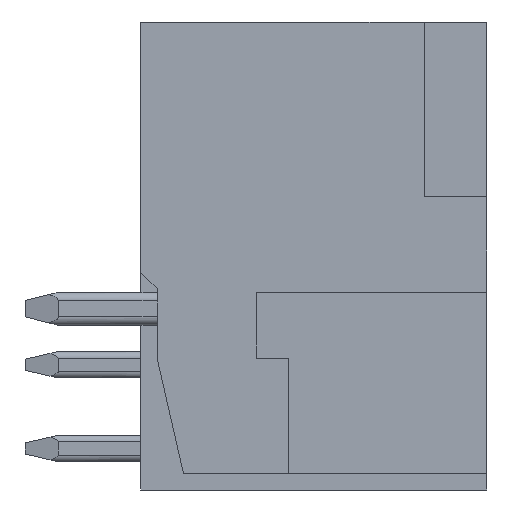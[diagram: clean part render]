
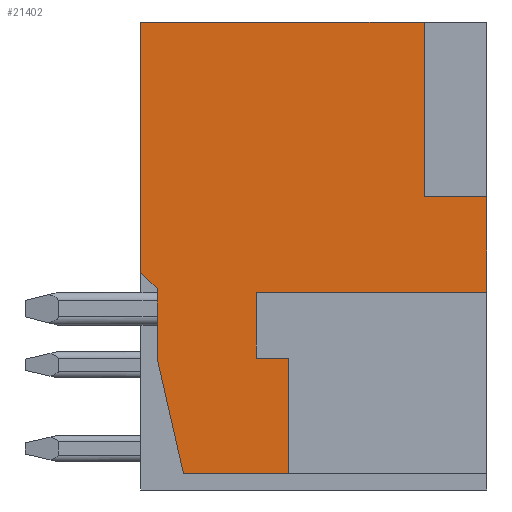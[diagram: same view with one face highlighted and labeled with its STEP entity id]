
A CAD part, front view. The second image highlights one B-rep face of the part: STEP entity #21402.
In plain terms, the highlighted planar face has unit normal (0, -1, 0).
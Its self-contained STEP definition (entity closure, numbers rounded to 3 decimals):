
#117=DIRECTION('',(1.,0.,0.));
#118=VECTOR('',#117,7.);
#119=CARTESIAN_POINT('',(-1.75,-43.15,-1.1));
#120=LINE('',#119,#118);
#578=DIRECTION('',(0.223,0.,-0.975));
#579=VECTOR('',#578,3.59);
#580=CARTESIAN_POINT('',(-4.75,-43.15,-3.1));
#581=LINE('',#580,#579);
#582=DIRECTION('',(0.,0.,1.));
#583=VECTOR('',#582,2.1);
#584=CARTESIAN_POINT('',(-4.75,-43.15,-3.1));
#585=LINE('',#584,#583);
#586=DIRECTION('',(0.707,0.,-0.707));
#587=VECTOR('',#586,0.707);
#588=CARTESIAN_POINT('',(-5.25,-43.15,-0.5));
#589=LINE('',#588,#587);
#590=DIRECTION('',(0.,0.,-1.));
#591=VECTOR('',#590,7.6);
#592=CARTESIAN_POINT('',(-5.25,-43.15,7.1));
#593=LINE('',#592,#591);
#594=DIRECTION('',(-1.,0.,0.));
#595=VECTOR('',#594,8.6);
#596=CARTESIAN_POINT('',(3.35,-43.15,7.1));
#597=LINE('',#596,#595);
#598=DIRECTION('',(0.,0.,-1.));
#599=VECTOR('',#598,5.3);
#600=CARTESIAN_POINT('',(3.35,-43.15,7.1));
#601=LINE('',#600,#599);
#602=DIRECTION('',(-1.,0.,0.));
#603=VECTOR('',#602,1.9);
#604=CARTESIAN_POINT('',(5.25,-43.15,1.8));
#605=LINE('',#604,#603);
#606=DIRECTION('',(0.,0.,1.));
#607=VECTOR('',#606,2.9);
#608=CARTESIAN_POINT('',(5.25,-43.15,-1.1));
#609=LINE('',#608,#607);
#610=DIRECTION('',(0.,0.,-1.));
#611=VECTOR('',#610,2.);
#612=CARTESIAN_POINT('',(-1.75,-43.15,-1.1));
#613=LINE('',#612,#611);
#614=DIRECTION('',(1.,0.,0.));
#615=VECTOR('',#614,1.);
#616=CARTESIAN_POINT('',(-1.75,-43.15,-3.1));
#617=LINE('',#616,#615);
#618=DIRECTION('',(0.,0.,1.));
#619=VECTOR('',#618,3.5);
#620=CARTESIAN_POINT('',(-0.75,-43.15,-6.6));
#621=LINE('',#620,#619);
#622=DIRECTION('',(1.,0.,0.));
#623=VECTOR('',#622,3.2);
#624=CARTESIAN_POINT('',(-3.95,-43.15,-6.6));
#625=LINE('',#624,#623);
#16473=CARTESIAN_POINT('',(-5.25,-43.15,7.1));
#16475=VERTEX_POINT('',#16473);
#16503=CARTESIAN_POINT('',(3.35,-43.15,7.1));
#16504=VERTEX_POINT('',#16503);
#16505=CARTESIAN_POINT('',(5.25,-43.15,1.8));
#16507=VERTEX_POINT('',#16505);
#16515=CARTESIAN_POINT('',(3.35,-43.15,1.8));
#16516=VERTEX_POINT('',#16515);
#16555=CARTESIAN_POINT('',(5.25,-43.15,-1.1));
#16556=VERTEX_POINT('',#16555);
#16561=CARTESIAN_POINT('',(-1.75,-43.15,-3.1));
#16562=CARTESIAN_POINT('',(-0.75,-43.15,-3.1));
#16563=VERTEX_POINT('',#16561);
#16564=VERTEX_POINT('',#16562);
#16567=CARTESIAN_POINT('',(-0.75,-43.15,-6.6));
#16568=VERTEX_POINT('',#16567);
#16569=CARTESIAN_POINT('',(-1.75,-43.15,-1.1));
#16570=VERTEX_POINT('',#16569);
#16573=CARTESIAN_POINT('',(-5.25,-43.15,-0.5));
#16574=CARTESIAN_POINT('',(-4.75,-43.15,-1.));
#16575=VERTEX_POINT('',#16573);
#16576=VERTEX_POINT('',#16574);
#16589=CARTESIAN_POINT('',(-4.75,-43.15,-3.1));
#16590=CARTESIAN_POINT('',(-3.95,-43.15,-6.6));
#16591=VERTEX_POINT('',#16589);
#16592=VERTEX_POINT('',#16590);
#21374=CARTESIAN_POINT('',(0.,-43.15,0.));
#21375=DIRECTION('',(0.,-1.,0.));
#21376=DIRECTION('',(1.,0.,0.));
#21377=AXIS2_PLACEMENT_3D('',#21374,#21375,#21376);
#21378=PLANE('',#21377);
#21379=ORIENTED_EDGE('',*,*,#21365,.F.);
#21380=ORIENTED_EDGE('',*,*,#21305,.T.);
#21382=ORIENTED_EDGE('',*,*,#21381,.F.);
#21384=ORIENTED_EDGE('',*,*,#21383,.F.);
#21386=ORIENTED_EDGE('',*,*,#21385,.F.);
#21388=ORIENTED_EDGE('',*,*,#21387,.T.);
#21390=ORIENTED_EDGE('',*,*,#21389,.F.);
#21392=ORIENTED_EDGE('',*,*,#21391,.F.);
#21393=ORIENTED_EDGE('',*,*,#20806,.F.);
#21394=ORIENTED_EDGE('',*,*,#20864,.T.);
#21396=ORIENTED_EDGE('',*,*,#21395,.T.);
#21398=ORIENTED_EDGE('',*,*,#21397,.F.);
#21399=ORIENTED_EDGE('',*,*,#20987,.F.);
#21400=EDGE_LOOP('',(#21379,#21380,#21382,#21384,#21386,#21388,#21390,#21392,
#21393,#21394,#21396,#21398,#21399));
#21401=FACE_OUTER_BOUND('',#21400,.F.);
#21402=ADVANCED_FACE('',(#21401),#21378,.T.);
#20806=EDGE_CURVE('',#16570,#16556,#120,.T.);
#20864=EDGE_CURVE('',#16570,#16563,#613,.T.);
#20987=EDGE_CURVE('',#16592,#16568,#625,.T.);
#21305=EDGE_CURVE('',#16591,#16576,#585,.T.);
#21365=EDGE_CURVE('',#16591,#16592,#581,.T.);
#21381=EDGE_CURVE('',#16575,#16576,#589,.T.);
#21383=EDGE_CURVE('',#16475,#16575,#593,.T.);
#21385=EDGE_CURVE('',#16504,#16475,#597,.T.);
#21387=EDGE_CURVE('',#16504,#16516,#601,.T.);
#21389=EDGE_CURVE('',#16507,#16516,#605,.T.);
#21391=EDGE_CURVE('',#16556,#16507,#609,.T.);
#21395=EDGE_CURVE('',#16563,#16564,#617,.T.);
#21397=EDGE_CURVE('',#16568,#16564,#621,.T.);
